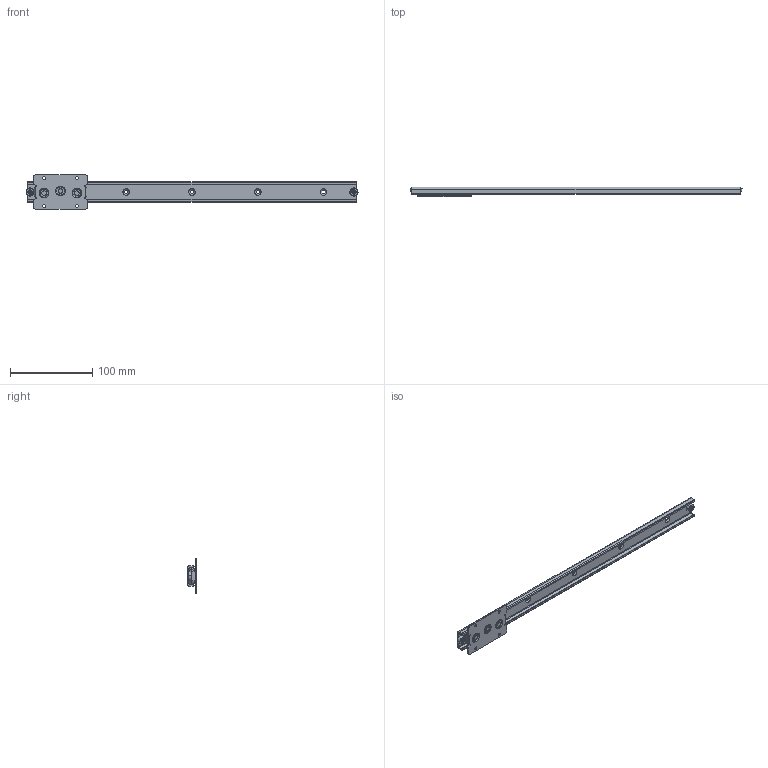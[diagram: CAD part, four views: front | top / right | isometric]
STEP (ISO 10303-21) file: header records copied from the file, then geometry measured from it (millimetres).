
FILE_DESCRIPTION((''),'2;1');
FILE_NAME('','2008-04-30T18:14:45',(''),(''),'','CADfix','');
FILE_SCHEMA(('AUTOMOTIVE_DESIGN { 1 0 10303 214 1 1 1 1 }'));
Length unit declared in the file: millimetre
Bounding box: 403.97 x 12 x 42 mm (x, y, z)
Volume: 38857.2 mm3; surface area: 40515.3 mm2
Topology: 7 solids, 7 shells, 216 faces, 686 edges, 496 vertices
Faces by surface type: bspline 216
Entity records: 8227 total; most frequent: CARTESIAN_POINT 4493, ORIENTED_EDGE 1356, EDGE_CURVE 678, VERTEX_POINT 492, EDGE_LOOP 258, QUASI_UNIFORM_CURVE 244, FACE_OUTER_BOUND 216, ADVANCED_FACE 216
